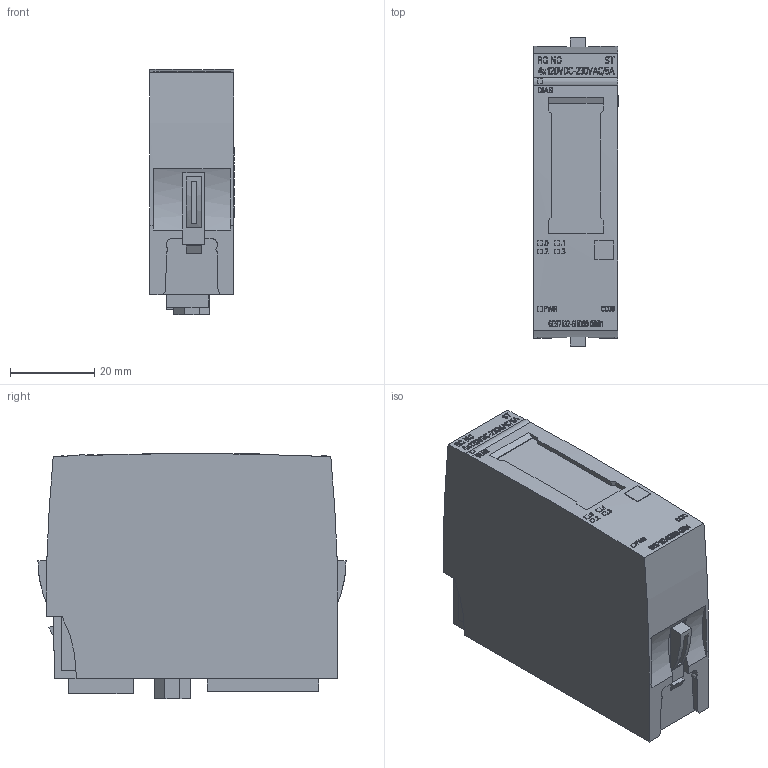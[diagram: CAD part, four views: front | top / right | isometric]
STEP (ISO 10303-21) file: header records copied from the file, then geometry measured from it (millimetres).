
FILE_DESCRIPTION(/* description */ (''),/* implementation_level */ '2;1');
FILE_NAME(/* name */ '6ES7132-6HD00-0BB1_3d.stp',/* time_stamp */ '2015-06-09T09:37:45+02:00',/* author */ ('xxx'),/* organization */ ('Siemens'),/* preprocessor_version */ 'ST-DEVELOPER v15',/* originating_system */ 'SIEMENS PLM Software NX 8.5',/* authorisation */ '');
FILE_SCHEMA (('AUTOMOTIVE_DESIGN { 1 0 10303 214 3 1 1 1 }'));
Length unit declared in the file: millimetre
Products named in the file (3): A5E36048311A_001; A5E31820250A_001; A5E36048309A_001
Assembly tree (2 placements, depth 2):
  A5E36048309A_001
    A5E31820250A_001
    A5E36048311A_001
Bounding box: 20.07 x 73.2 x 58.34 mm (x, y, z)
Volume: 26093.7 mm3; surface area: 38103 mm2
Topology: 106 solids, 106 shells, 1092 faces, 2556 edges, 1704 vertices
Faces by surface type: plane 897, extrusion 133, cylinder 62
Entity records: 42933 total; most frequent: CARTESIAN_POINT 16815, ORIENTED_EDGE 5078, DIRECTION 4504, EDGE_CURVE 2539, VECTOR 2222, LINE 2089, VERTEX_POINT 1703, EDGE_LOOP 1190
